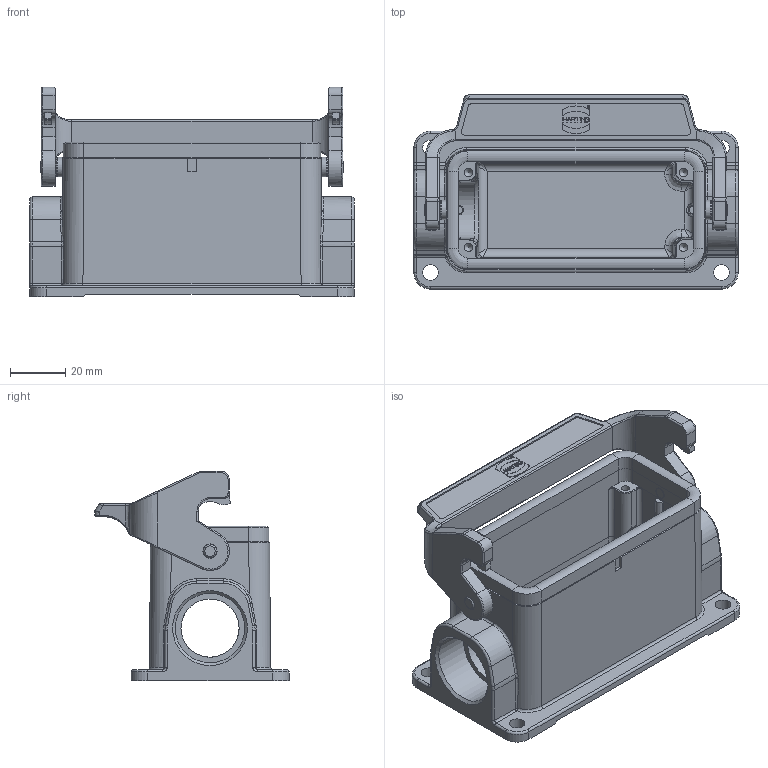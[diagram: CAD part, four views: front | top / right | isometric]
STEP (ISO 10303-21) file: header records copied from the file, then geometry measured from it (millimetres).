
FILE_DESCRIPTION(/* description */ (''),/* implementation_level */ '2;1');
FILE_NAME(/* name */ '100193301ugm000_c.stp',/* time_stamp */ '2017-11-06T10:07:23+01:00',/* author */ (''),/* organization */ (''),/* preprocessor_version */ 'ST-DEVELOPER v16',/* originating_system */ 'SIEMENS PLM Software NX 10.0',/* authorisation */ '');
FILE_SCHEMA (('AUTOMOTIVE_DESIGN { 1 0 10303 214 3 1 1 1 }'));
Length unit declared in the file: millimetre
Products named in the file (1): 100193301ugm000_c
Bounding box: 117 x 70 x 75.6 mm (x, y, z)
Volume: 107577.1 mm3; surface area: 53578.7 mm2
Topology: 2 solids, 2 shells, 660 faces, 1707 edges, 1073 vertices
Faces by surface type: plane 302, cylinder 209, bspline 86, torus 36, cone 23, sphere 4
Full cylindrical faces by diameter (mm): 0.95 x1, 1.05 x1, 3 x4, 4 x2, 4.8 x2, 5.1 x2, 5.6 x4, 7 x2, 21 x2, 25 x2
Entity records: 24544 total; most frequent: CARTESIAN_POINT 6253, ORIENTED_EDGE 3290, DIRECTION 3155, EDGE_CURVE 1645, AXIS2_PLACEMENT_3D 1136, VERTEX_POINT 1056, LINE 883, VECTOR 883
